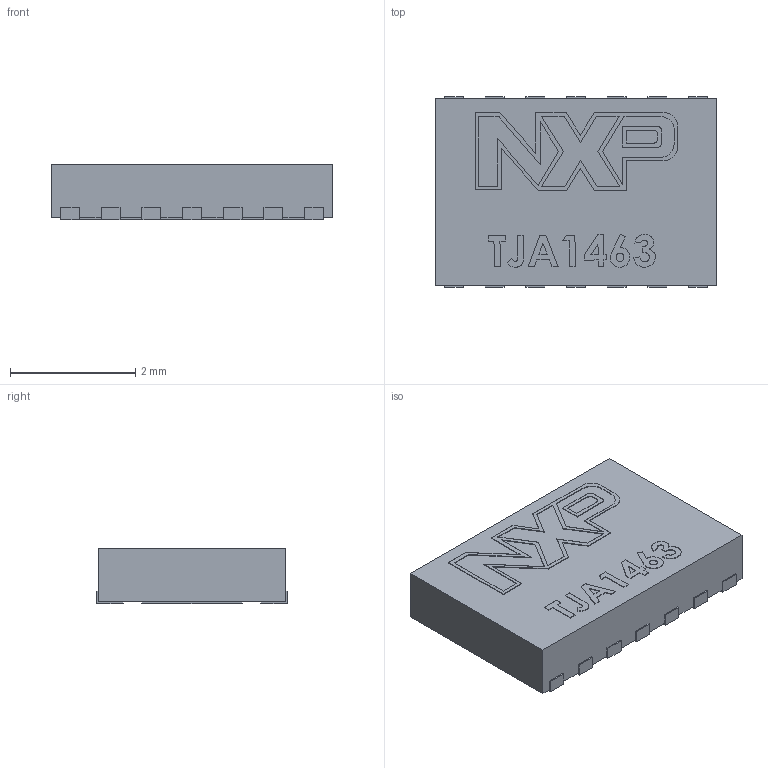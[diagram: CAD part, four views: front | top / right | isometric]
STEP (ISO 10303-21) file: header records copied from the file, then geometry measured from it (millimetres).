
FILE_DESCRIPTION (( 'STEP AP203' ), '1' );
FILE_NAME ('TJA1463 OP2.STEP', '2022-06-05T05:31:23', ( '' ), ( '' ), 'SwSTEP 2.0', 'SolidWorks 2020', '' );
FILE_SCHEMA (( 'CONFIG_CONTROL_DESIGN' ));
Length unit declared in the file: millimetre
Products named in the file (1): TJA1463 OP2
Bounding box: 4.5 x 3.04 x 0.89 mm (x, y, z)
Volume: 11.8 mm3; surface area: 41.4 mm2
Topology: 1 solids, 1 shells, 246 faces, 681 edges, 454 vertices
Faces by surface type: plane 213, bspline 25, cylinder 8
Entity records: 9012 total; most frequent: CARTESIAN_POINT 2791, ORIENTED_EDGE 1362, DIRECTION 1091, EDGE_CURVE 681, LINE 615, VECTOR 615, VERTEX_POINT 454, EDGE_LOOP 263
